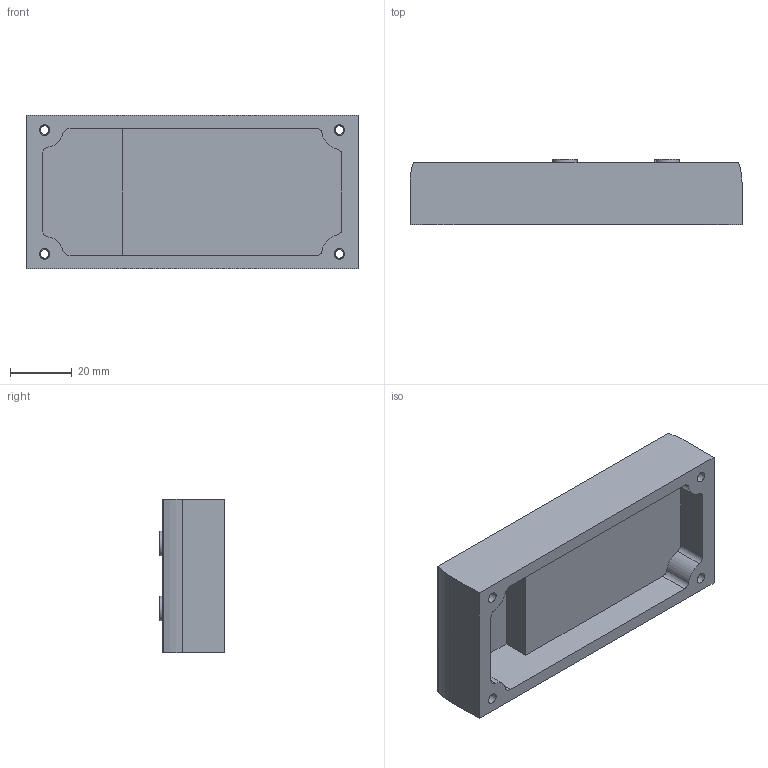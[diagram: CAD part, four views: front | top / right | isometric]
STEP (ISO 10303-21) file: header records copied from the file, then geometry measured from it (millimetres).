
FILE_DESCRIPTION(/* description */ ('STEP AP214'),/* implementation_level */ '2;1');
FILE_NAME(/* name */ '2900543_CPX-CTEL-2-M12-5POL-LK',/* time_stamp */ '2024-08-07T19:03:13+02:00',/* author */ ('License CC BY-ND 4.0'),/* organization */ ('CADENAS'),/* preprocessor_version */ 'ST-DEVELOPER v19.3',/* originating_system */ 'PARTsolutions',/* authorisation */ ' ');
FILE_SCHEMA (('AUTOMOTIVE_DESIGN {1 0 10303 214 3 1 1}'));
Length unit declared in the file: millimetre
Products named in the file (1): 2900543 CPX-CTEL-2-M12-5POL-LK
Bounding box: 107.3 x 21 x 49.7 mm (x, y, z)
Volume: 56680.9 mm3; surface area: 24136.5 mm2
Topology: 1 solids, 1 shells, 140 faces, 276 edges, 180 vertices
Faces by surface type: cylinder 74, plane 58, cone 8
Full cylindrical faces by diameter (mm): 1.5 x20, 2.8 x4, 3.4 x8, 7.5 x4, 10.106 x4, 12.5 x4
Entity records: 3442 total; most frequent: DIRECTION 658, CARTESIAN_POINT 545, ORIENTED_EDGE 448, AXIS2_PLACEMENT_3D 293, EDGE_LOOP 242, FACE_BOUND 242, EDGE_CURVE 224, VERTEX_POINT 180
